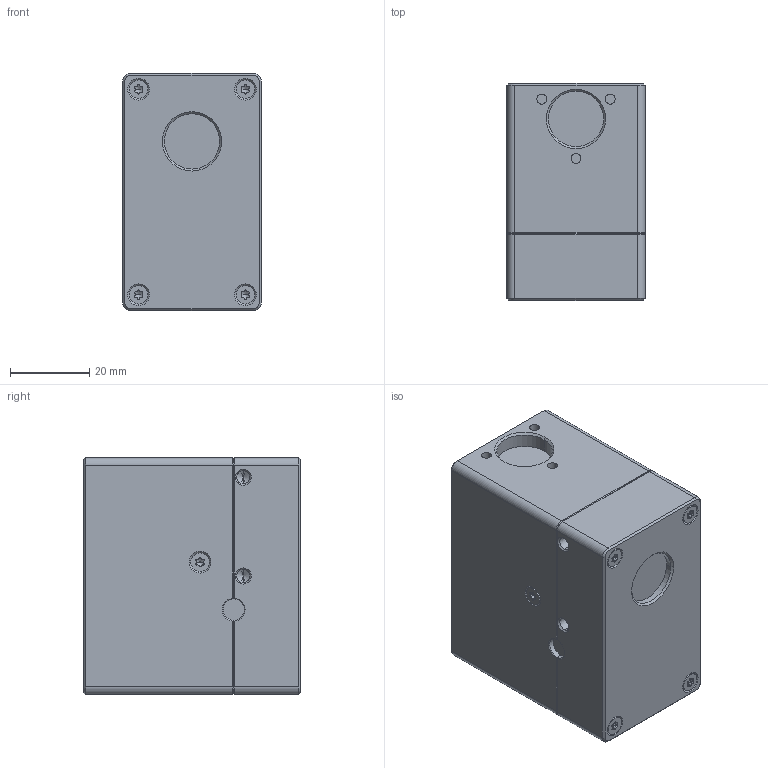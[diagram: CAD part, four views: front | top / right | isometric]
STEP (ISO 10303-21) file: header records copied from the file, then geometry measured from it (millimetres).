
FILE_DESCRIPTION (( 'STEP AP203' ), '1' );
FILE_NAME ('PXP-7,5-T-XXXX.STEP', '2020-01-31T15:44:33', ( '' ), ( '' ), 'SwSTEP 2.0', 'SolidWorks 2019', '' );
FILE_SCHEMA (( 'CONFIG_CONTROL_DESIGN' ));
Length unit declared in the file: millimetre
Products named in the file (1): PXP-7,5-T-XXXX
Bounding box: 35 x 54.9 x 60 mm (x, y, z)
Volume: 113369.2 mm3; surface area: 15309.2 mm2
Topology: 1 solids, 1 shells, 274 faces, 677 edges, 411 vertices
Faces by surface type: cylinder 153, cone 76, plane 45
Entity records: 8573 total; most frequent: CARTESIAN_POINT 2139, DIRECTION 1350, ORIENTED_EDGE 1314, EDGE_CURVE 657, AXIS2_PLACEMENT_3D 534, VERTEX_POINT 411, EDGE_LOOP 300, VECTOR 282
